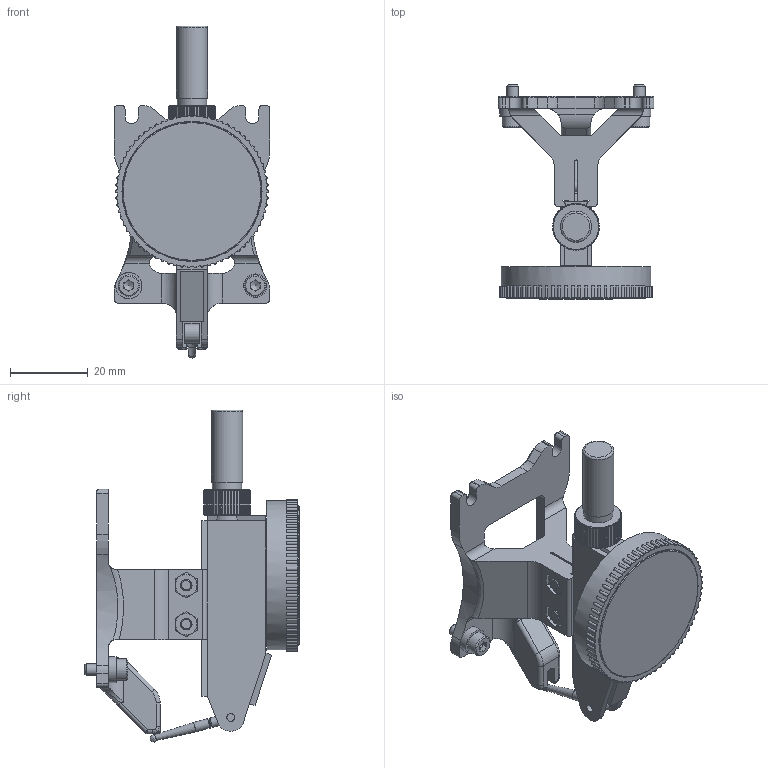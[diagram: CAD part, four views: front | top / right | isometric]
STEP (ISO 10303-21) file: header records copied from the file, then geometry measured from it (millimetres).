
FILE_DESCRIPTION(/* description */ (''),/* implementation_level */ '2;1');
FILE_NAME(/* name */ 'dti-mount.step',/* time_stamp */ '2020-06-14T22:39:16-07:00',/* author */ (''),/* organization */ (''),/* preprocessor_version */ 'ST-DEVELOPER v18.1',/* originating_system */ 'Autodesk Translation Framework v9.3.0.1241',/* authorisation */ '');
FILE_SCHEMA (('AUTOMOTIVE_DESIGN { 1 0 10303 214 3 1 1 }'));
Length unit declared in the file: millimetre
Products named in the file (5): Afterburner DTI mount; Mitutoyo Dial Indicator 513-404 v4; Component15; M3 Hex Nut; M3x8 SHCS
Assembly tree (8 placements, depth 3):
  Afterburner DTI mount
    Mitutoyo Dial Indicator 513-404 v4
      Component15
    M3x8 SHCS  x4
    M3 Hex Nut  x2
Bounding box: 40 x 55 x 85.3 mm (x, y, z)
Volume: 28496.2 mm3; surface area: 18109.5 mm2
Topology: 13 solids, 13 shells, 743 faces, 1834 edges, 1123 vertices
Faces by surface type: plane 366, cylinder 205, cone 143, bspline 19, torus 8, sphere 2
Full cylindrical faces by diameter (mm): 2 x2, 2.5 x2, 3 x6, 3.4 x4, 3.5 x2, 5 x1, 5.5 x4, 6 x3, 6.7 x1, 7.5 x2, 8 x1, 35.8 x1, 36 x1, 38.5 x1
Entity records: 20877 total; most frequent: CARTESIAN_POINT 5184, DIRECTION 3399, ORIENTED_EDGE 3292, EDGE_CURVE 1646, AXIS2_PLACEMENT_3D 1356, VERTEX_POINT 1013, EDGE_LOOP 691, LINE 687
